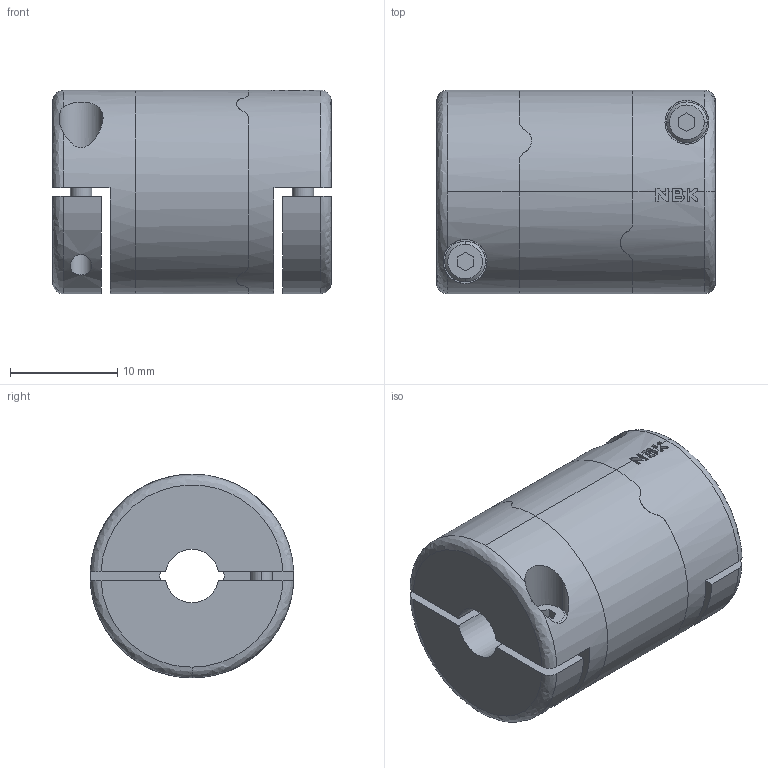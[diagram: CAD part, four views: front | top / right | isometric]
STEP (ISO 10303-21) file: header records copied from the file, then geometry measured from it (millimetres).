
FILE_DESCRIPTION (( 'STEP AP203' ), '1' );
FILE_NAME ('LAHP-33CPL-N23.step', '2020-12-09T22:36:23', ( '' ), ( '' ), 'SwSTEP 2.0', 'SolidWorks 2019', '' );
FILE_SCHEMA (( 'CONFIG_CONTROL_DESIGN' ));
Length unit declared in the file: inch
Products named in the file (1): LAHP-33CPL-N23
Bounding box: 26 x 19 x 19 mm (x, y, z)
Volume: 6106.6 mm3; surface area: 4493.6 mm2
Topology: 3 solids, 3 shells, 166 faces, 447 edges, 296 vertices
Faces by surface type: plane 90, cylinder 62, cone 8, bspline 6
Entity records: 5902 total; most frequent: CARTESIAN_POINT 1719, ORIENTED_EDGE 894, DIRECTION 825, EDGE_CURVE 447, AXIS2_PLACEMENT_3D 297, VERTEX_POINT 296, LINE 231, VECTOR 231
